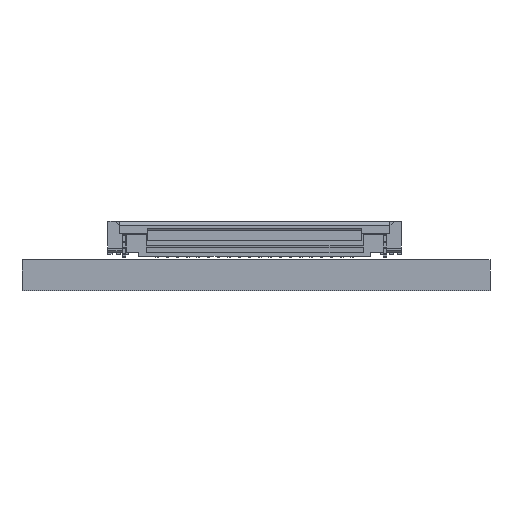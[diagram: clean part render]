
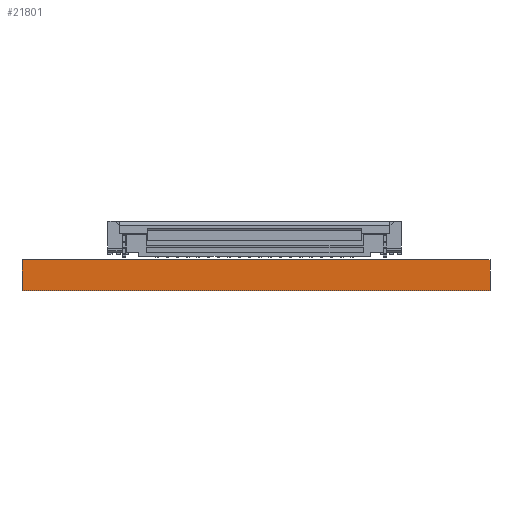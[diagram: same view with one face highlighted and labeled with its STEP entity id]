
A CAD part, front view. The second image highlights one B-rep face of the part: STEP entity #21801.
In plain terms, the highlighted planar face has unit normal (0, -1, 0).
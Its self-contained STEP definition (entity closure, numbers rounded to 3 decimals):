
#21776 = VERTEX_POINT('',#21777);
#21777 = CARTESIAN_POINT('',(171.3,-61.1,1.51));
#21783 = EDGE_CURVE('',#21784,#21776,#21786,.T.);
#21784 = VERTEX_POINT('',#21785);
#21785 = CARTESIAN_POINT('',(171.3,-61.1,0.));
#21786 = LINE('',#21787,#21788);
#21787 = CARTESIAN_POINT('',(171.3,-61.1,0.));
#21788 = VECTOR('',#21789,1.);
#21789 = DIRECTION('',(0.,0.,1.));
#21801 = ADVANCED_FACE('',(#21802),#21827,.T.);
#21802 = FACE_BOUND('',#21803,.T.);
#21803 = EDGE_LOOP('',(#21804,#21805,#21813,#21821));
#21804 = ORIENTED_EDGE('',*,*,#21783,.T.);
#21805 = ORIENTED_EDGE('',*,*,#21806,.T.);
#21806 = EDGE_CURVE('',#21776,#21807,#21809,.T.);
#21807 = VERTEX_POINT('',#21808);
#21808 = CARTESIAN_POINT('',(148.5,-61.1,1.51));
#21809 = LINE('',#21810,#21811);
#21810 = CARTESIAN_POINT('',(171.3,-61.1,1.51));
#21811 = VECTOR('',#21812,1.);
#21812 = DIRECTION('',(-1.,0.,0.));
#21813 = ORIENTED_EDGE('',*,*,#21814,.F.);
#21814 = EDGE_CURVE('',#21815,#21807,#21817,.T.);
#21815 = VERTEX_POINT('',#21816);
#21816 = CARTESIAN_POINT('',(148.5,-61.1,0.));
#21817 = LINE('',#21818,#21819);
#21818 = CARTESIAN_POINT('',(148.5,-61.1,0.));
#21819 = VECTOR('',#21820,1.);
#21820 = DIRECTION('',(0.,0.,1.));
#21821 = ORIENTED_EDGE('',*,*,#21822,.F.);
#21822 = EDGE_CURVE('',#21784,#21815,#21823,.T.);
#21823 = LINE('',#21824,#21825);
#21824 = CARTESIAN_POINT('',(171.3,-61.1,0.));
#21825 = VECTOR('',#21826,1.);
#21826 = DIRECTION('',(-1.,0.,0.));
#21827 = PLANE('',#21828);
#21828 = AXIS2_PLACEMENT_3D('',#21829,#21830,#21831);
#21829 = CARTESIAN_POINT('',(171.3,-61.1,0.));
#21830 = DIRECTION('',(0.,-1.,0.));
#21831 = DIRECTION('',(-1.,0.,0.));
